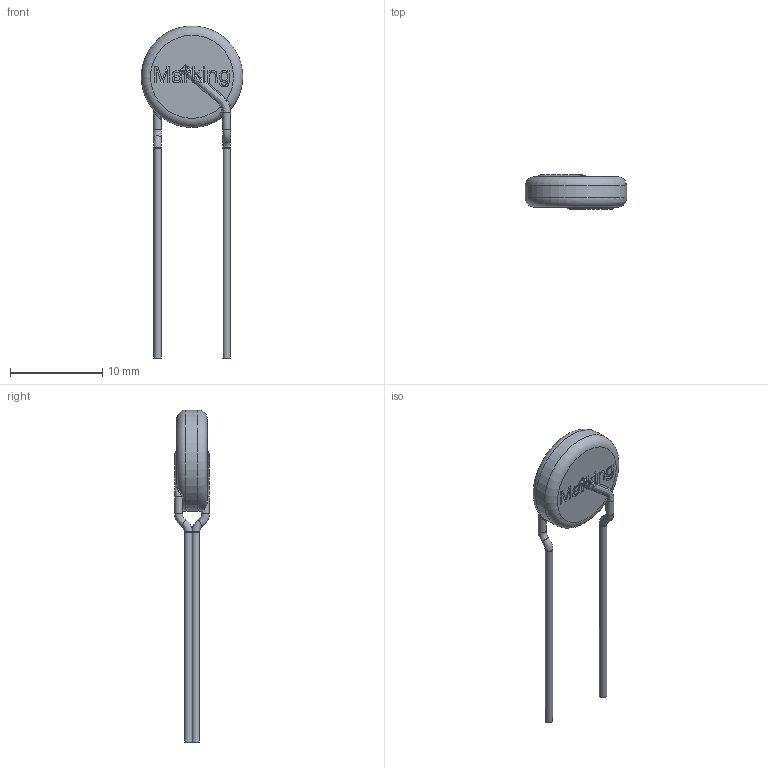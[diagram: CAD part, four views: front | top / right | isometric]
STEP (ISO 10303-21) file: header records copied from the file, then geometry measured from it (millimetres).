
FILE_DESCRIPTION(/* description */ (''),/* implementation_level */ '2;1');
FILE_NAME(/* name */ '820x12001',/* time_stamp */ '2018-12-05T12:35:54+01:00',/* author */ ('WJ'),/* organization */ ('WÃ¼rth Elektronik eiSos GmbH & Co. KG'),/* preprocessor_version */ 'ST-DEVELOPER v16.7',/* originating_system */ 'DEX',/* authorisation */ $);
FILE_SCHEMA (('AUTOMOTIVE_DESIGN {1 0 10303 214 3 1 1}'));
Length unit declared in the file: millimetre
Products named in the file (4): 820x12001; part2; part1; part3
Assembly tree (3 placements, depth 2):
  820x12001
    part2
    part1
    part3
Bounding box: 11 x 3.75 x 36 mm (x, y, z)
Volume: 329 mm3; surface area: 793.3 mm2
Topology: 3 solids, 3 shells, 200 faces, 555 edges, 365 vertices
Faces by surface type: bspline 99, plane 87, cylinder 8, torus 6
Full cylindrical faces by diameter (mm): 0.8 x2, 0.85 x2, 11 x1
Entity records: 11347 total; most frequent: CARTESIAN_POINT 5758, ORIENTED_EDGE 1058, EDGE_CURVE 529, DIRECTION 488, VERTEX_POINT 357, B_SPLINE_CURVE_WITH_KNOTS 285, EDGE_LOOP 222, FACE_BOUND 222
